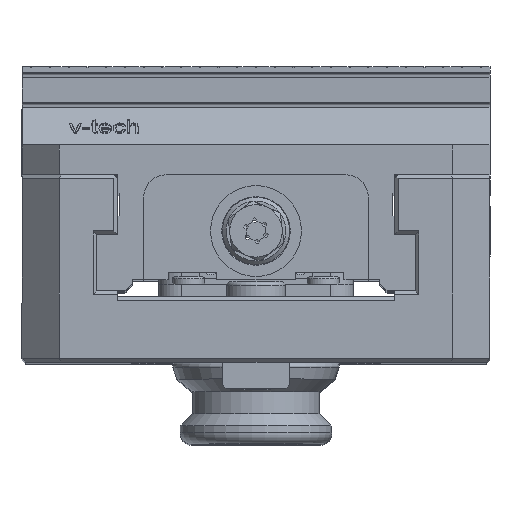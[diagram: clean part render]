
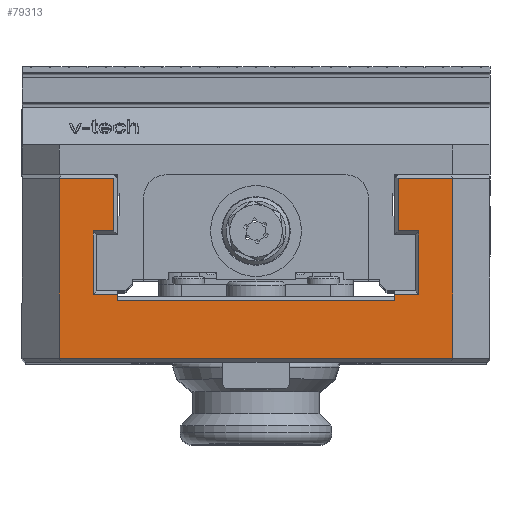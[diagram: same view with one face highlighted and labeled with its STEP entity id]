
A CAD part, top view. The second image highlights one B-rep face of the part: STEP entity #79313.
In plain terms, the highlighted planar face has unit normal (0, 0, 1).
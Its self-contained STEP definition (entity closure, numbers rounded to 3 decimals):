
#5480=PLANE('',#83463);
#8864=FACE_OUTER_BOUND('',#13117,.T.);
#13117=EDGE_LOOP('',(#60384,#60385,#60386,#60387,#60388,#60389,#60390,#60391,
#60392,#60393,#60394,#60395,#60396,#60397,#60398,#60399));
#15941=LINE('',#104621,#23706);
#19424=LINE('',#121903,#27189);
#19427=LINE('',#121909,#27192);
#19430=LINE('',#121915,#27195);
#19431=LINE('',#121918,#27196);
#19434=LINE('',#121924,#27199);
#19438=LINE('',#121932,#27203);
#19445=LINE('',#121945,#27210);
#19449=LINE('',#121953,#27214);
#19451=LINE('',#121958,#27216);
#19456=LINE('',#121967,#27221);
#19476=LINE('',#122007,#27241);
#19522=LINE('',#122115,#27287);
#19532=LINE('',#122134,#27297);
#19533=LINE('',#122135,#27298);
#19534=LINE('',#122136,#27299);
#23706=VECTOR('',#87735,10.);
#27189=VECTOR('',#93432,10.);
#27192=VECTOR('',#93437,10.);
#27195=VECTOR('',#93442,10.);
#27196=VECTOR('',#93445,10.);
#27199=VECTOR('',#93450,10.);
#27203=VECTOR('',#93456,10.);
#27210=VECTOR('',#93465,10.);
#27214=VECTOR('',#93471,10.);
#27216=VECTOR('',#93475,10.);
#27221=VECTOR('',#93482,10.);
#27241=VECTOR('',#93512,10.);
#27287=VECTOR('',#93612,10.);
#27297=VECTOR('',#93628,10.);
#27298=VECTOR('',#93629,10.);
#27299=VECTOR('',#93630,10.);
#32677=VERTEX_POINT('',#104618);
#32678=VERTEX_POINT('',#104620);
#35849=VERTEX_POINT('',#121895);
#35852=VERTEX_POINT('',#121901);
#35854=VERTEX_POINT('',#121907);
#35856=VERTEX_POINT('',#121913);
#35857=VERTEX_POINT('',#121917);
#35859=VERTEX_POINT('',#121923);
#35861=VERTEX_POINT('',#121929);
#35865=VERTEX_POINT('',#121938);
#35869=VERTEX_POINT('',#121948);
#35871=VERTEX_POINT('',#121955);
#35875=VERTEX_POINT('',#121965);
#35890=VERTEX_POINT('',#122005);
#35925=VERTEX_POINT('',#122114);
#35931=VERTEX_POINT('',#122133);
#40374=EDGE_CURVE('',#32678,#32677,#15941,.T.);
#45066=EDGE_CURVE('',#35852,#35849,#19424,.T.);
#45069=EDGE_CURVE('',#35854,#35852,#19427,.T.);
#45072=EDGE_CURVE('',#35856,#35854,#19430,.T.);
#45073=EDGE_CURVE('',#35857,#32677,#19431,.T.);
#45076=EDGE_CURVE('',#35859,#35857,#19434,.T.);
#45080=EDGE_CURVE('',#35861,#35859,#19438,.T.);
#45087=EDGE_CURVE('',#35849,#35865,#19445,.T.);
#45091=EDGE_CURVE('',#35865,#35869,#19449,.T.);
#45093=EDGE_CURVE('',#35871,#35861,#19451,.T.);
#45098=EDGE_CURVE('',#35875,#35871,#19456,.T.);
#45118=EDGE_CURVE('',#35856,#35890,#19476,.T.);
#45172=EDGE_CURVE('',#35869,#35925,#19522,.T.);
#45182=EDGE_CURVE('',#35931,#35875,#19532,.T.);
#45183=EDGE_CURVE('',#35925,#35931,#19533,.T.);
#45184=EDGE_CURVE('',#32678,#35890,#19534,.T.);
#60384=ORIENTED_EDGE('',*,*,#40374,.T.);
#60385=ORIENTED_EDGE('',*,*,#45073,.F.);
#60386=ORIENTED_EDGE('',*,*,#45076,.F.);
#60387=ORIENTED_EDGE('',*,*,#45080,.F.);
#60388=ORIENTED_EDGE('',*,*,#45093,.F.);
#60389=ORIENTED_EDGE('',*,*,#45098,.F.);
#60390=ORIENTED_EDGE('',*,*,#45182,.F.);
#60391=ORIENTED_EDGE('',*,*,#45183,.F.);
#60392=ORIENTED_EDGE('',*,*,#45172,.F.);
#60393=ORIENTED_EDGE('',*,*,#45091,.F.);
#60394=ORIENTED_EDGE('',*,*,#45087,.F.);
#60395=ORIENTED_EDGE('',*,*,#45066,.F.);
#60396=ORIENTED_EDGE('',*,*,#45069,.F.);
#60397=ORIENTED_EDGE('',*,*,#45072,.F.);
#60398=ORIENTED_EDGE('',*,*,#45118,.T.);
#60399=ORIENTED_EDGE('',*,*,#45184,.F.);
#79313=ADVANCED_FACE('',(#8864),#5480,.T.);
#83463=AXIS2_PLACEMENT_3D('',#122132,#93626,#93627);
#87735=DIRECTION('',(0.,1.,0.));
#93432=DIRECTION('',(-1.,0.,0.));
#93437=DIRECTION('',(0.,1.,0.));
#93442=DIRECTION('',(1.,0.,0.));
#93445=DIRECTION('',(1.,0.,0.));
#93450=DIRECTION('',(0.,-1.,0.));
#93456=DIRECTION('',(-1.,0.,0.));
#93465=DIRECTION('',(0.,1.,0.));
#93471=DIRECTION('',(1.,0.,0.));
#93475=DIRECTION('',(0.,-1.,0.));
#93482=DIRECTION('',(1.,0.,0.));
#93512=DIRECTION('',(0.,-1.,0.));
#93612=DIRECTION('',(0.,-1.,0.));
#93626=DIRECTION('center_axis',(0.,0.,
1.));
#93627=DIRECTION('ref_axis',(1.,0.,0.));
#93628=DIRECTION('',(0.,1.,0.));
#93629=DIRECTION('',(-1.,0.,0.));
#93630=DIRECTION('',(1.,0.,0.));
#104618=CARTESIAN_POINT('',(-37.,18.,170.));
#104620=CARTESIAN_POINT('',(-37.,16.5,170.));
#104621=CARTESIAN_POINT('',(-37.,17.5,170.));
#121895=CARTESIAN_POINT('',(38.,35.,170.));
#121901=CARTESIAN_POINT('',(43.5,35.,170.));
#121903=CARTESIAN_POINT('',(18.5,35.,170.));
#121907=CARTESIAN_POINT('',(43.5,18.,170.));
#121909=CARTESIAN_POINT('',(43.5,27.437,170.));
#121913=CARTESIAN_POINT('',(37.,18.,170.));
#121915=CARTESIAN_POINT('',(21.25,18.,170.));
#121917=CARTESIAN_POINT('',(-43.5,18.,170.));
#121918=CARTESIAN_POINT('',(-18.5,18.,170.));
#121923=CARTESIAN_POINT('',(-43.5,35.,170.));
#121924=CARTESIAN_POINT('',(-43.5,19.937,170.));
#121929=CARTESIAN_POINT('',(-38.,35.,170.));
#121932=CARTESIAN_POINT('',(-21.25,35.,170.));
#121938=CARTESIAN_POINT('',(38.,49.,170.));
#121945=CARTESIAN_POINT('',(38.,35.437,170.));
#121948=CARTESIAN_POINT('',(52.5,49.,170.));
#121953=CARTESIAN_POINT('',(31.25,49.,170.));
#121955=CARTESIAN_POINT('',(-38.,49.,170.));
#121958=CARTESIAN_POINT('',(-38.,27.437,170.));
#121965=CARTESIAN_POINT('',(-52.5,49.,170.));
#121967=CARTESIAN_POINT('',(-18.5,49.,170.));
#122005=CARTESIAN_POINT('',(37.,16.5,170.));
#122007=CARTESIAN_POINT('',(37.,19.,170.));
#122114=CARTESIAN_POINT('',(52.5,1.,170.));
#122115=CARTESIAN_POINT('',(52.5,10.437,170.));
#122132=CARTESIAN_POINT('Origin',(0.,20.874,
170.));
#122133=CARTESIAN_POINT('',(-52.5,1.,170.));
#122134=CARTESIAN_POINT('',(-52.5,35.437,170.));
#122135=CARTESIAN_POINT('',(-31.25,1.,170.));
#122136=CARTESIAN_POINT('',(18.5,16.5,170.));
